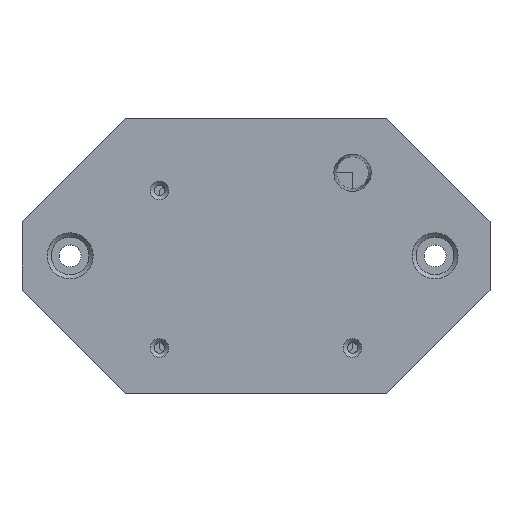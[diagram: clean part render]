
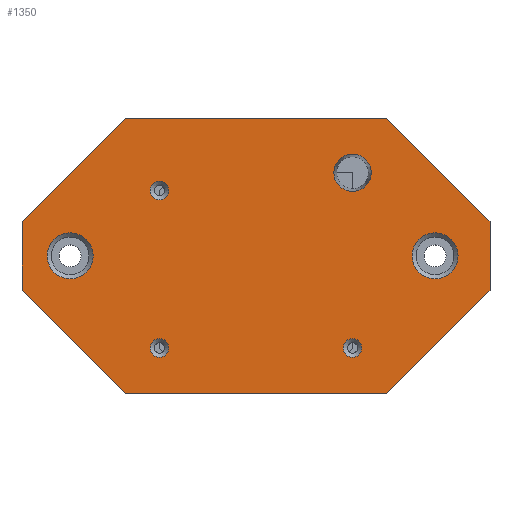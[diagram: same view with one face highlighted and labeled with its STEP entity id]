
A CAD part, top view. The second image highlights one B-rep face of the part: STEP entity #1350.
In plain terms, the highlighted planar face has unit normal (0, 0, 1).
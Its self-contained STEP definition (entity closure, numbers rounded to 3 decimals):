
#51=CIRCLE('',#1454,3.35);
#53=CIRCLE('',#1457,3.35);
#54=CIRCLE('',#1458,1.35);
#55=CIRCLE('',#1459,2.725);
#56=CIRCLE('',#1460,1.35);
#57=CIRCLE('',#1461,1.35);
#83=FACE_BOUND('',#230,.T.);
#84=FACE_BOUND('',#231,.T.);
#85=FACE_BOUND('',#232,.T.);
#86=FACE_BOUND('',#233,.T.);
#87=FACE_BOUND('',#234,.T.);
#88=FACE_BOUND('',#235,.T.);
#146=FACE_OUTER_BOUND('',#229,.T.);
#229=EDGE_LOOP('',(#1125,#1126,#1127,#1128,#1129,#1130,#1131,#1132));
#230=EDGE_LOOP('',(#1133));
#231=EDGE_LOOP('',(#1134));
#232=EDGE_LOOP('',(#1135));
#233=EDGE_LOOP('',(#1136));
#234=EDGE_LOOP('',(#1137));
#235=EDGE_LOOP('',(#1138));
#381=LINE('',#2143,#529);
#382=LINE('',#2145,#530);
#383=LINE('',#2147,#531);
#384=LINE('',#2149,#532);
#385=LINE('',#2151,#533);
#386=LINE('',#2153,#534);
#387=LINE('',#2155,#535);
#388=LINE('',#2156,#536);
#529=VECTOR('',#1747,10.);
#530=VECTOR('',#1748,10.);
#531=VECTOR('',#1749,10.);
#532=VECTOR('',#1750,10.);
#533=VECTOR('',#1751,10.);
#534=VECTOR('',#1752,10.);
#535=VECTOR('',#1753,10.);
#536=VECTOR('',#1754,10.);
#649=VERTEX_POINT('',#2135);
#651=VERTEX_POINT('',#2141);
#652=VERTEX_POINT('',#2142);
#653=VERTEX_POINT('',#2144);
#654=VERTEX_POINT('',#2146);
#655=VERTEX_POINT('',#2148);
#656=VERTEX_POINT('',#2150);
#657=VERTEX_POINT('',#2152);
#658=VERTEX_POINT('',#2154);
#659=VERTEX_POINT('',#2157);
#660=VERTEX_POINT('',#2159);
#661=VERTEX_POINT('',#2161);
#662=VERTEX_POINT('',#2163);
#663=VERTEX_POINT('',#2165);
#812=EDGE_CURVE('',#649,#649,#51,.T.);
#815=EDGE_CURVE('',#651,#652,#381,.T.);
#816=EDGE_CURVE('',#651,#653,#382,.T.);
#817=EDGE_CURVE('',#654,#653,#383,.T.);
#818=EDGE_CURVE('',#654,#655,#384,.T.);
#819=EDGE_CURVE('',#656,#655,#385,.T.);
#820=EDGE_CURVE('',#656,#657,#386,.T.);
#821=EDGE_CURVE('',#658,#657,#387,.T.);
#822=EDGE_CURVE('',#658,#652,#388,.T.);
#823=EDGE_CURVE('',#659,#659,#53,.T.);
#824=EDGE_CURVE('',#660,#660,#54,.T.);
#825=EDGE_CURVE('',#661,#661,#55,.T.);
#826=EDGE_CURVE('',#662,#662,#56,.T.);
#827=EDGE_CURVE('',#663,#663,#57,.T.);
#1125=ORIENTED_EDGE('',*,*,#815,.F.);
#1126=ORIENTED_EDGE('',*,*,#816,.T.);
#1127=ORIENTED_EDGE('',*,*,#817,.F.);
#1128=ORIENTED_EDGE('',*,*,#818,.T.);
#1129=ORIENTED_EDGE('',*,*,#819,.F.);
#1130=ORIENTED_EDGE('',*,*,#820,.T.);
#1131=ORIENTED_EDGE('',*,*,#821,.F.);
#1132=ORIENTED_EDGE('',*,*,#822,.T.);
#1133=ORIENTED_EDGE('',*,*,#823,.F.);
#1134=ORIENTED_EDGE('',*,*,#824,.F.);
#1135=ORIENTED_EDGE('',*,*,#825,.F.);
#1136=ORIENTED_EDGE('',*,*,#826,.F.);
#1137=ORIENTED_EDGE('',*,*,#827,.F.);
#1138=ORIENTED_EDGE('',*,*,#812,.F.);
#1289=PLANE('',#1456);
#1350=ADVANCED_FACE('',(#146,#83,#84,#85,#86,#87,#88),#1289,.T.);
#1454=AXIS2_PLACEMENT_3D('',#2136,#1740,#1741);
#1456=AXIS2_PLACEMENT_3D('',#2140,#1745,#1746);
#1457=AXIS2_PLACEMENT_3D('',#2158,#1755,#1756);
#1458=AXIS2_PLACEMENT_3D('',#2160,#1757,#1758);
#1459=AXIS2_PLACEMENT_3D('',#2162,#1759,#1760);
#1460=AXIS2_PLACEMENT_3D('',#2164,#1761,#1762);
#1461=AXIS2_PLACEMENT_3D('',#2166,#1763,#1764);
#1740=DIRECTION('center_axis',(0.,0.,1.));
#1741=DIRECTION('ref_axis',(1.,0.,0.));
#1745=DIRECTION('center_axis',(0.,0.,1.));
#1746=DIRECTION('ref_axis',(1.,0.,0.));
#1747=DIRECTION('',(-0.707,-0.707,0.));
#1748=DIRECTION('',(0.,1.,0.));
#1749=DIRECTION('',(0.707,-0.707,0.));
#1750=DIRECTION('',(-1.,0.,0.));
#1751=DIRECTION('',(0.707,0.707,0.));
#1752=DIRECTION('',(0.,-1.,0.));
#1753=DIRECTION('',(-0.707,0.707,0.));
#1754=DIRECTION('',(1.,0.,0.));
#1755=DIRECTION('center_axis',(0.,0.,1.));
#1756=DIRECTION('ref_axis',(1.,0.,0.));
#1757=DIRECTION('center_axis',(0.,0.,1.));
#1758=DIRECTION('ref_axis',(1.,0.,0.));
#1759=DIRECTION('center_axis',(0.,0.,1.));
#1760=DIRECTION('ref_axis',(1.,0.,0.));
#1761=DIRECTION('center_axis',(0.,0.,1.));
#1762=DIRECTION('ref_axis',(1.,0.,0.));
#1763=DIRECTION('center_axis',(0.,0.,1.));
#1764=DIRECTION('ref_axis',(1.,0.,0.));
#2135=CARTESIAN_POINT('',(-26.35,6.,12.));
#2136=CARTESIAN_POINT('Origin',(-23.,6.,12.));
#2140=CARTESIAN_POINT('Origin',(4.05,6.,12.));
#2141=CARTESIAN_POINT('',(38.1,1.,12.));
#2142=CARTESIAN_POINT('',(23.1,-14.,12.));
#2143=CARTESIAN_POINT('',(27.088,-10.012,12.));
#2144=CARTESIAN_POINT('',(38.1,11.,12.));
#2145=CARTESIAN_POINT('',(38.1,26.,12.));
#2146=CARTESIAN_POINT('',(23.1,26.,12.));
#2147=CARTESIAN_POINT('',(27.088,22.013,12.));
#2148=CARTESIAN_POINT('',(-15.,26.,12.));
#2149=CARTESIAN_POINT('',(-30.,26.,12.));
#2150=CARTESIAN_POINT('',(-30.,11.,12.));
#2151=CARTESIAN_POINT('',(-18.988,22.013,12.));
#2152=CARTESIAN_POINT('',(-30.,1.,12.));
#2153=CARTESIAN_POINT('',(-30.,-14.,12.));
#2154=CARTESIAN_POINT('',(-15.,-14.,12.));
#2155=CARTESIAN_POINT('',(-18.988,-10.012,12.));
#2156=CARTESIAN_POINT('',(38.1,-14.,12.));
#2157=CARTESIAN_POINT('',(26.75,6.,12.));
#2158=CARTESIAN_POINT('Origin',(30.1,6.,12.));
#2159=CARTESIAN_POINT('',(-11.35,-7.4,12.));
#2160=CARTESIAN_POINT('Origin',(-10.,-7.4,12.));
#2161=CARTESIAN_POINT('',(15.375,18.1,12.));
#2162=CARTESIAN_POINT('Origin',(18.1,18.1,12.));
#2163=CARTESIAN_POINT('',(-11.35,15.5,12.));
#2164=CARTESIAN_POINT('Origin',(-10.,15.5,12.));
#2165=CARTESIAN_POINT('',(16.75,-7.4,12.));
#2166=CARTESIAN_POINT('Origin',(18.1,-7.4,12.));
